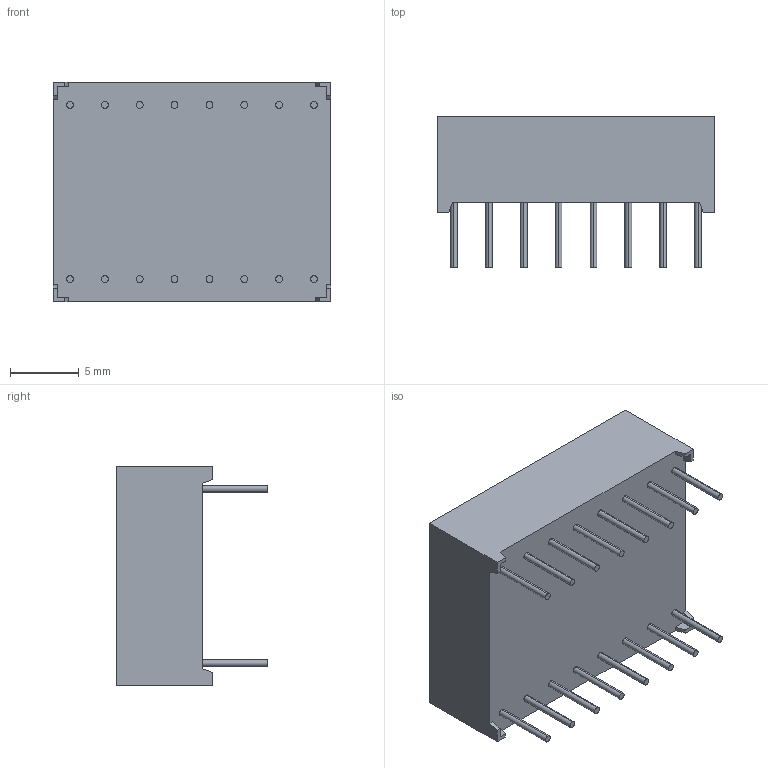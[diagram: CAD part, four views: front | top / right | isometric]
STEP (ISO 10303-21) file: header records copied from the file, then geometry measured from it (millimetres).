
FILE_DESCRIPTION (( 'STEP AP214' ), '1' );
FILE_NAME ('DX04.STEP', '2008-09-06T01:39:33', ( '' ), ( '' ), 'SwSTEP 2.0', 'SolidWorks 2008', '' );
FILE_SCHEMA (( 'AUTOMOTIVE_DESIGN' ));
Length unit declared in the file: millimetre
Products named in the file (1): DX04
Bounding box: 20.2 x 11 x 16 mm (x, y, z)
Volume: 2030.7 mm3; surface area: 1245 mm2
Topology: 1 solids, 1 shells, 461 faces, 1197 edges, 798 vertices
Faces by surface type: plane 309, bspline 116, cylinder 36
Entity records: 22674 total; most frequent: CARTESIAN_POINT 8845, ORIENTED_EDGE 2394, DIRECTION 1729, EDGE_CURVE 1197, VECTOR 893, LINE 893, VERTEX_POINT 798, EDGE_LOOP 521
